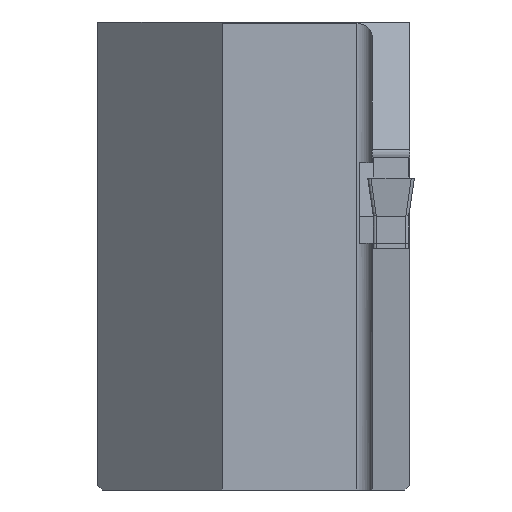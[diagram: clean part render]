
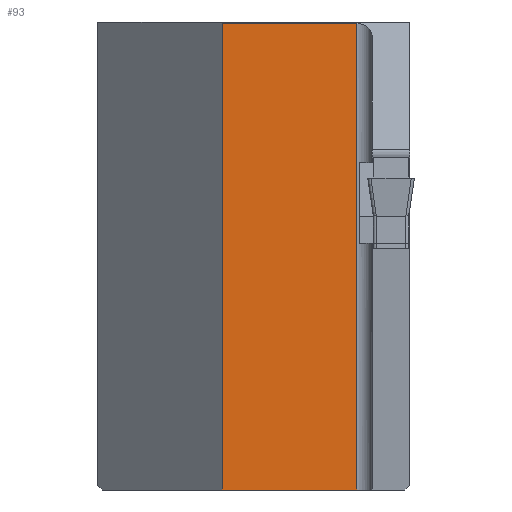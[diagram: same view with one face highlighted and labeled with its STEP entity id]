
A CAD part, left-side view. The second image highlights one B-rep face of the part: STEP entity #93.
In plain terms, the highlighted planar face has unit normal (-1, 0, 0).
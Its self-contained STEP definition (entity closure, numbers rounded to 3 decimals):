
#93=ADVANCED_FACE('',(#208),#156,.T.);
#156=PLANE('',#1186);
#208=FACE_OUTER_BOUND('',#271,.T.);
#271=EDGE_LOOP('',(#372,#373,#374,#375));
#372=ORIENTED_EDGE('',*,*,#791,.T.);
#373=ORIENTED_EDGE('',*,*,#792,.T.);
#374=ORIENTED_EDGE('',*,*,#793,.T.);
#375=ORIENTED_EDGE('',*,*,#794,.T.);
#684=VERTEX_POINT('',#1661);
#685=VERTEX_POINT('',#1662);
#686=VERTEX_POINT('',#1664);
#687=VERTEX_POINT('',#1666);
#791=EDGE_CURVE('',#684,#685,#948,.T.);
#792=EDGE_CURVE('',#685,#686,#949,.T.);
#793=EDGE_CURVE('',#686,#687,#950,.T.);
#794=EDGE_CURVE('',#687,#684,#951,.T.);
#948=LINE('',#1660,#1079);
#949=LINE('',#1663,#1080);
#950=LINE('',#1665,#1081);
#951=LINE('',#1667,#1082);
#1079=VECTOR('',#1326,1.);
#1080=VECTOR('',#1327,1.);
#1081=VECTOR('',#1328,1.);
#1082=VECTOR('',#1329,1.);
#1186=AXIS2_PLACEMENT_3D('',#1668,#1330,#1331);
#1326=DIRECTION('',(0.,1.,0.));
#1327=DIRECTION('',(0.,0.,-1.));
#1328=DIRECTION('',(0.,-1.,0.));
#1329=DIRECTION('',(0.,0.,1.));
#1330=DIRECTION('',(-1.,0.,0.));
#1331=DIRECTION('',(0.,0.,1.));
#1660=CARTESIAN_POINT('',(16.,-4.957,9.901));
#1661=CARTESIAN_POINT('',(16.,-16.607,9.901));
#1662=CARTESIAN_POINT('',(16.,-8.,9.901));
#1663=CARTESIAN_POINT('',(16.,-8.,-22.));
#1664=CARTESIAN_POINT('',(16.,-8.,-20.));
#1665=CARTESIAN_POINT('',(16.,2.343,-20.));
#1666=CARTESIAN_POINT('',(16.,-16.607,-20.));
#1667=CARTESIAN_POINT('',(16.,-16.607,10.));
#1668=CARTESIAN_POINT('',(16.,2.343,10.));
